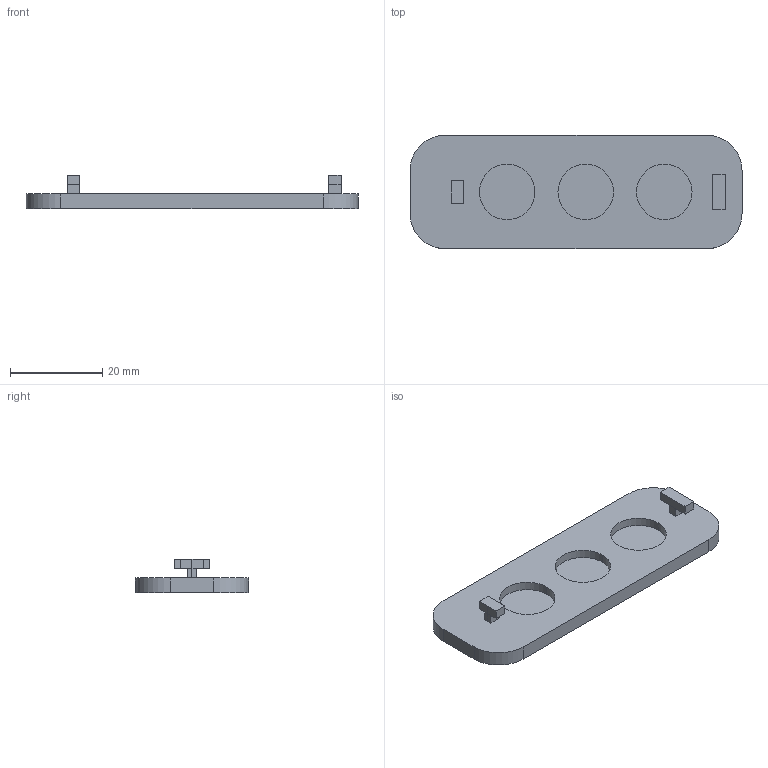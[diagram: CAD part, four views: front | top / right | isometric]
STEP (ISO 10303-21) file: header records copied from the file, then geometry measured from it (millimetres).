
FILE_DESCRIPTION(/* description */ (''),/* implementation_level */ '2;1');
FILE_NAME(/* name */ 'tuya_back_cover_with_magnet_holes',/* time_stamp */ '2024-12-07T16:32:57+01:00',/* author */ (''),/* organization */ (''),/* preprocessor_version */ 'ST-DEVELOPER v19.2',/* originating_system */ '',/* authorisation */ '');
FILE_SCHEMA (('CONFIG_CONTROL_DESIGN'));
Length unit declared in the file: millimetre
Products named in the file (1): Document
Bounding box: 71.8 x 24.45 x 7.2 mm (x, y, z)
Volume: 4907.6 mm3; surface area: 4402.4 mm2
Topology: 5 solids, 5 shells, 47 faces, 102 edges, 68 vertices
Faces by surface type: plane 37, cylinder 10
Entity records: 1282 total; most frequent: CARTESIAN_POINT 349, ORIENTED_EDGE 204, EDGE_CURVE 102, DIRECTION 91, B_SPLINE_CURVE_WITH_KNOTS 71, AXIS2_PLACEMENT_3D 69, VERTEX_POINT 68, EDGE_LOOP 50
